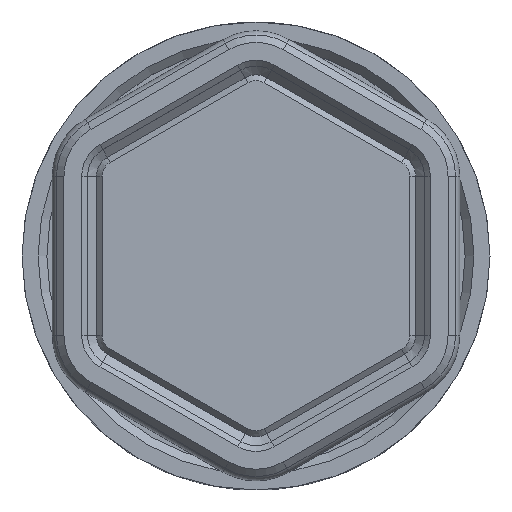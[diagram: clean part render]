
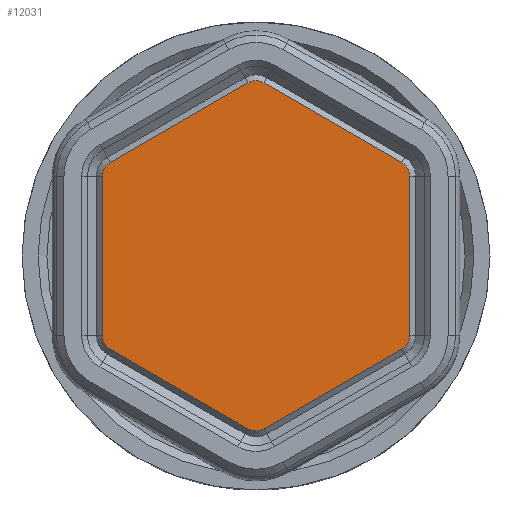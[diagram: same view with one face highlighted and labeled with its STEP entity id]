
A CAD part, top view. The second image highlights one B-rep face of the part: STEP entity #12031.
In plain terms, the highlighted planar face has unit normal (0, 0, 1).
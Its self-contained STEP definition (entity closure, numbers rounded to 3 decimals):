
#950=CIRCLE('',#12994,0.55);
#952=CIRCLE('',#12998,0.55);
#954=CIRCLE('',#13002,0.55);
#956=CIRCLE('',#13006,0.55);
#958=CIRCLE('',#13010,0.55);
#960=CIRCLE('',#13014,0.55);
#1655=FACE_OUTER_BOUND('',#2411,.T.);
#2411=EDGE_LOOP('',(#9350,#9351,#9352,#9353,#9354,#9355,#9356,#9357,#9358,
#9359,#9360,#9361));
#3290=LINE('',#21807,#4343);
#3295=LINE('',#21821,#4348);
#3299=LINE('',#21833,#4352);
#3303=LINE('',#21845,#4356);
#3307=LINE('',#21857,#4360);
#3311=LINE('',#21869,#4364);
#4343=VECTOR('',#15234,10.);
#4348=VECTOR('',#15247,10.);
#4352=VECTOR('',#15259,10.);
#4356=VECTOR('',#15271,10.);
#4360=VECTOR('',#15283,10.);
#4364=VECTOR('',#15295,10.);
#5401=VERTEX_POINT('',#21804);
#5402=VERTEX_POINT('',#21806);
#5405=VERTEX_POINT('',#21813);
#5407=VERTEX_POINT('',#21819);
#5409=VERTEX_POINT('',#21825);
#5411=VERTEX_POINT('',#21831);
#5413=VERTEX_POINT('',#21837);
#5415=VERTEX_POINT('',#21843);
#5417=VERTEX_POINT('',#21849);
#5419=VERTEX_POINT('',#21855);
#5421=VERTEX_POINT('',#21861);
#5423=VERTEX_POINT('',#21867);
#6755=EDGE_CURVE('',#5401,#5402,#3290,.T.);
#6759=EDGE_CURVE('',#5405,#5401,#950,.T.);
#6762=EDGE_CURVE('',#5407,#5405,#3295,.T.);
#6765=EDGE_CURVE('',#5409,#5407,#952,.T.);
#6768=EDGE_CURVE('',#5411,#5409,#3299,.T.);
#6771=EDGE_CURVE('',#5413,#5411,#954,.T.);
#6774=EDGE_CURVE('',#5415,#5413,#3303,.T.);
#6777=EDGE_CURVE('',#5417,#5415,#956,.T.);
#6780=EDGE_CURVE('',#5419,#5417,#3307,.T.);
#6783=EDGE_CURVE('',#5421,#5419,#958,.T.);
#6786=EDGE_CURVE('',#5423,#5421,#3311,.T.);
#6788=EDGE_CURVE('',#5402,#5423,#960,.T.);
#9350=ORIENTED_EDGE('',*,*,#6755,.F.);
#9351=ORIENTED_EDGE('',*,*,#6759,.F.);
#9352=ORIENTED_EDGE('',*,*,#6762,.F.);
#9353=ORIENTED_EDGE('',*,*,#6765,.F.);
#9354=ORIENTED_EDGE('',*,*,#6768,.F.);
#9355=ORIENTED_EDGE('',*,*,#6771,.F.);
#9356=ORIENTED_EDGE('',*,*,#6774,.F.);
#9357=ORIENTED_EDGE('',*,*,#6777,.F.);
#9358=ORIENTED_EDGE('',*,*,#6780,.F.);
#9359=ORIENTED_EDGE('',*,*,#6783,.F.);
#9360=ORIENTED_EDGE('',*,*,#6786,.F.);
#9361=ORIENTED_EDGE('',*,*,#6788,.F.);
#11531=PLANE('',#13025);
#12031=ADVANCED_FACE('',(#1655),#11531,.T.);
#12994=AXIS2_PLACEMENT_3D('',#21815,#15240,#15241);
#12998=AXIS2_PLACEMENT_3D('',#21827,#15252,#15253);
#13002=AXIS2_PLACEMENT_3D('',#21839,#15264,#15265);
#13006=AXIS2_PLACEMENT_3D('',#21851,#15276,#15277);
#13010=AXIS2_PLACEMENT_3D('',#21863,#15288,#15289);
#13014=AXIS2_PLACEMENT_3D('',#21872,#15299,#15300);
#13025=AXIS2_PLACEMENT_3D('',#21900,#15331,#15332);
#15234=DIRECTION('',(0.866,0.5,0.));
#15240=DIRECTION('center_axis',(0.,0.,-1.));
#15241=DIRECTION('ref_axis',(-0.5,0.866,0.));
#15247=DIRECTION('',(0.,1.,0.));
#15252=DIRECTION('center_axis',(0.,0.,-1.));
#15253=DIRECTION('ref_axis',(-1.,0.,0.));
#15259=DIRECTION('',(-0.866,0.5,0.));
#15264=DIRECTION('center_axis',(0.,0.,-1.));
#15265=DIRECTION('ref_axis',(-0.5,-0.866,0.));
#15271=DIRECTION('',(-0.866,-0.5,0.));
#15276=DIRECTION('center_axis',(0.,0.,-1.));
#15277=DIRECTION('ref_axis',(0.5,-0.866,0.));
#15283=DIRECTION('',(0.,-1.,0.));
#15288=DIRECTION('center_axis',(0.,0.,-1.));
#15289=DIRECTION('ref_axis',(1.,0.,0.));
#15295=DIRECTION('',(0.866,-0.5,0.));
#15299=DIRECTION('center_axis',(0.,0.,-1.));
#15300=DIRECTION('ref_axis',(0.5,0.866,0.));
#15331=DIRECTION('center_axis',(0.,0.,1.));
#15332=DIRECTION('ref_axis',(1.,0.,0.));
#21804=CARTESIAN_POINT('',(-4.983,3.195,3.8));
#21806=CARTESIAN_POINT('',(-0.275,5.913,3.8));
#21807=CARTESIAN_POINT('',(-3.806,3.874,3.8));
#21813=CARTESIAN_POINT('',(-5.258,2.718,3.8));
#21815=CARTESIAN_POINT('Origin',(-4.708,2.718,3.8));
#21819=CARTESIAN_POINT('',(-5.258,-2.718,3.8));
#21821=CARTESIAN_POINT('',(-5.258,0.,3.8));
#21825=CARTESIAN_POINT('',(-4.983,-3.195,3.8));
#21827=CARTESIAN_POINT('Origin',(-4.709,-2.718,3.8));
#21831=CARTESIAN_POINT('',(-0.275,-5.913,3.8));
#21833=CARTESIAN_POINT('',(-4.983,-3.195,3.8));
#21837=CARTESIAN_POINT('',(0.275,-5.913,3.8));
#21839=CARTESIAN_POINT('Origin',(0.,-5.437,
3.8));
#21843=CARTESIAN_POINT('',(4.983,-3.195,3.8));
#21845=CARTESIAN_POINT('',(-0.902,-6.593,3.8));
#21849=CARTESIAN_POINT('',(5.258,-2.718,3.8));
#21851=CARTESIAN_POINT('Origin',(4.708,-2.718,3.8));
#21855=CARTESIAN_POINT('',(5.258,2.718,3.8));
#21857=CARTESIAN_POINT('',(5.258,-2.718,3.8));
#21861=CARTESIAN_POINT('',(4.984,3.195,3.8));
#21863=CARTESIAN_POINT('Origin',(4.709,2.718,3.8));
#21867=CARTESIAN_POINT('',(0.275,5.913,3.8));
#21869=CARTESIAN_POINT('',(2.629,4.554,3.8));
#21872=CARTESIAN_POINT('Origin',(0.,5.437,
3.8));
#21900=CARTESIAN_POINT('Origin',(-4.709,-2.718,3.8));
